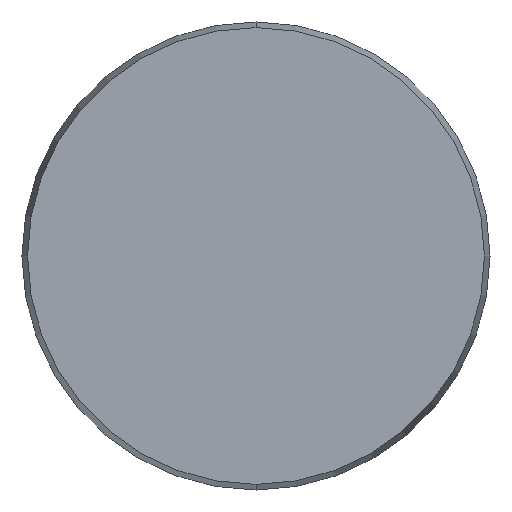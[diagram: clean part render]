
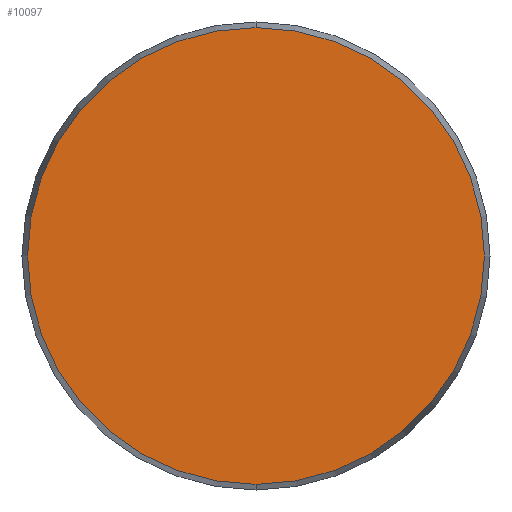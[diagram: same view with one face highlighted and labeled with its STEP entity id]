
A CAD part, front view. The second image highlights one B-rep face of the part: STEP entity #10097.
In plain terms, the highlighted planar face has unit normal (0, -1, 0).
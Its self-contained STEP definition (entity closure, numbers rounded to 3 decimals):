
#221 = EDGE_LOOP ( 'NONE', ( #13386, #6760 ) ) ;
#1511 = VERTEX_POINT ( 'NONE', #12099 ) ;
#2346 = FACE_OUTER_BOUND ( 'NONE', #221, .T. ) ;
#2424 = DIRECTION ( 'NONE',  ( 0., 0., 1. ) ) ;
#4234 = AXIS2_PLACEMENT_3D ( 'NONE', #7215, #14019, #13874 ) ;
#4421 = DIRECTION ( 'NONE',  ( 0., 0., -1. ) ) ;
#6512 = CARTESIAN_POINT ( 'NONE',  ( 0., 0., 0. ) ) ;
#6557 = AXIS2_PLACEMENT_3D ( 'NONE', #6512, #8652, #4421 ) ;
#6760 = ORIENTED_EDGE ( 'NONE', *, *, #8114, .T. ) ;
#7215 = CARTESIAN_POINT ( 'NONE',  ( 0., 0., 0. ) ) ;
#8114 = EDGE_CURVE ( 'NONE', #1511, #9482, #10583, .T. ) ;
#8273 = CIRCLE ( 'NONE', #4234, 29.427 ) ;
#8652 = DIRECTION ( 'NONE',  ( 0., -1., 0. ) ) ;
#9015 = CARTESIAN_POINT ( 'NONE',  ( -29.427, 0., 0. ) ) ;
#9482 = VERTEX_POINT ( 'NONE', #10172 ) ;
#10097 = ADVANCED_FACE ( 'NONE', ( #2346 ), #10333, .F. ) ;
#10109 = EDGE_CURVE ( 'NONE', #9482, #1511, #8273, .T. ) ;
#10172 = CARTESIAN_POINT ( 'NONE',  ( 0., 0., 29.427 ) ) ;
#10333 = PLANE ( 'NONE',  #10898 ) ;
#10583 = CIRCLE ( 'NONE', #6557, 29.427 ) ;
#10898 = AXIS2_PLACEMENT_3D ( 'NONE', #9015, #13516, #2424 ) ;
#12099 = CARTESIAN_POINT ( 'NONE',  ( 0., 0., -29.427 ) ) ;
#13386 = ORIENTED_EDGE ( 'NONE', *, *, #10109, .T. ) ;
#13516 = DIRECTION ( 'NONE',  ( 0., 1., 0. ) ) ;
#13874 = DIRECTION ( 'NONE',  ( 0., 0., -1. ) ) ;
#14019 = DIRECTION ( 'NONE',  ( 0., -1., 0. ) ) ;
